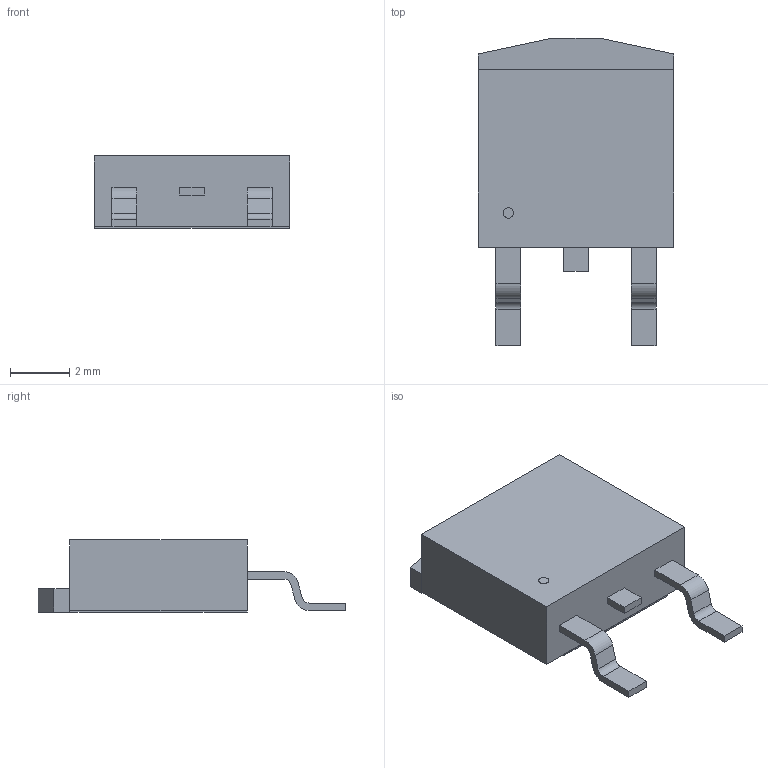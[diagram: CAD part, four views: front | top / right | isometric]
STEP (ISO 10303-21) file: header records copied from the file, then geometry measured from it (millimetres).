
FILE_DESCRIPTION(/* description */ ('STEP AP214'),/* implementation_level */ '2;1');
FILE_NAME(/* name */ 'TO-252-3_6P6X6P1_DIO v3.step',/* time_stamp */ '2025-05-18T13:31:30-04:00',/* author */ (''),/* organization */ (''),/* preprocessor_version */ 'ST-DEVELOPER v20.1',/* originating_system */ 'Autodesk Translation Framework v14.4.0.0',/* authorisation */ '');
FILE_SCHEMA (('AUTOMOTIVE_DESIGN { 1 0 10303 214 3 1 1 }'));
Length unit declared in the file: millimetre
Products named in the file (1): product
Bounding box: 6.6 x 10.39 x 2.44 mm (x, y, z)
Volume: 102.4 mm3; surface area: 238.6 mm2
Topology: 6 solids, 6 shells, 59 faces, 141 edges, 94 vertices
Faces by surface type: plane 50, cylinder 9
Full cylindrical faces by diameter (mm): 0.353 x1
Entity records: 1801 total; most frequent: CARTESIAN_POINT 295, ORIENTED_EDGE 282, DIRECTION 279, EDGE_CURVE 141, LINE 123, VECTOR 123, VERTEX_POINT 94, AXIS2_PLACEMENT_3D 78
